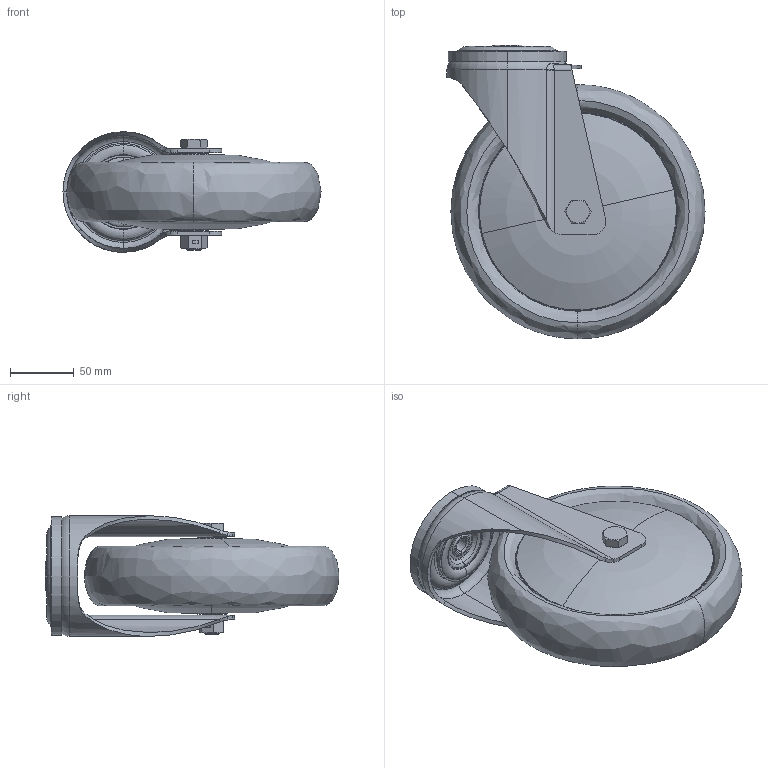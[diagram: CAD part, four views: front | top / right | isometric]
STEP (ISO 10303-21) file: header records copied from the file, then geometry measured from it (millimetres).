
FILE_DESCRIPTION (( 'STEP AP214' ), '1' );
FILE_NAME ('0055722.step', '2023-08-09T09:38:32', ( '' ), ( '' ), 'SwSTEP 2.0', 'SolidWorks 2020', '' );
FILE_SCHEMA (( 'AUTOMOTIVE_DESIGN' ));
Length unit declared in the file: millimetre
Products named in the file (1): 0055722
Bounding box: 203.05 x 231 x 95 mm (x, y, z)
Volume: 960779.7 mm3; surface area: 363427.3 mm2
Topology: 22 solids, 23 shells, 504 faces, 1092 edges, 629 vertices
Faces by surface type: torus 160, cone 107, plane 89, cylinder 88, bspline 36, sphere 24
Entity records: 22611 total; most frequent: CARTESIAN_POINT 5957, DIRECTION 2539, ORIENTED_EDGE 2088, AXIS2_PLACEMENT_3D 1144, EDGE_CURVE 1044, CIRCLE 675, VERTEX_POINT 605, EDGE_LOOP 555
